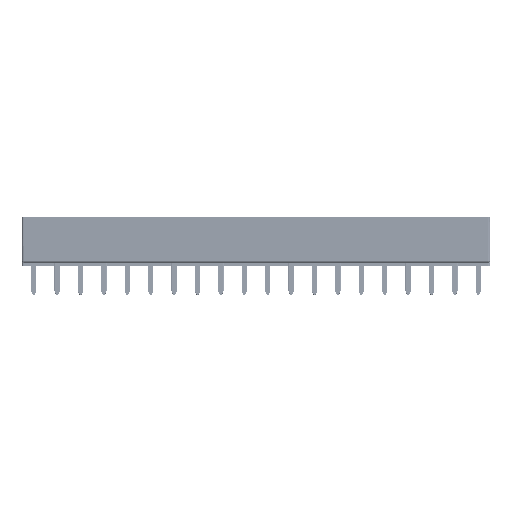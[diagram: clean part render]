
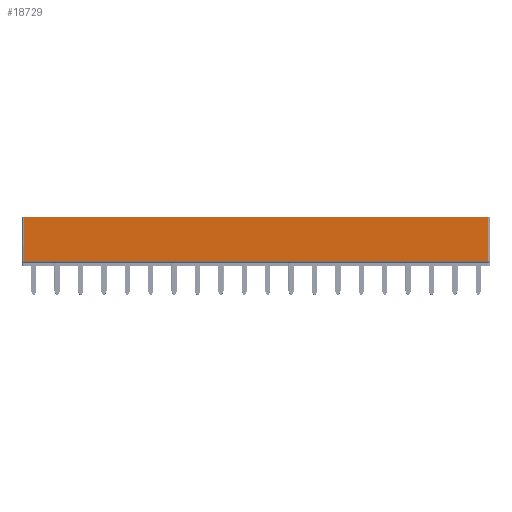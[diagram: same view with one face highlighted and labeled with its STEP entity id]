
A CAD part, front view. The second image highlights one B-rep face of the part: STEP entity #18729.
In plain terms, the highlighted planar face has unit normal (0, -0.999, -0.035).
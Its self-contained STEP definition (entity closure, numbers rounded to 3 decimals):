
#917=PLANE('',#19801);
#1824=FACE_OUTER_BOUND('',#2806,.T.);
#2806=EDGE_LOOP('',(#15786,#15787,#15788,#15789));
#3241=LINE('',#25159,#5528);
#3270=LINE('',#25353,#5557);
#3272=LINE('',#25356,#5559);
#3277=LINE('',#25366,#5564);
#5528=VECTOR('',#20437,10.);
#5557=VECTOR('',#20606,10.);
#5559=VECTOR('',#20610,10.);
#5564=VECTOR('',#20621,10.);
#8086=VERTEX_POINT('',#25156);
#8087=VERTEX_POINT('',#25158);
#8140=VERTEX_POINT('',#25334);
#8146=VERTEX_POINT('',#25349);
#9869=EDGE_CURVE('',#8086,#8087,#3241,.T.);
#9946=EDGE_CURVE('',#8087,#8146,#3270,.T.);
#9948=EDGE_CURVE('',#8146,#8140,#3272,.T.);
#9954=EDGE_CURVE('',#8140,#8086,#3277,.T.);
#15786=ORIENTED_EDGE('',*,*,#9946,.F.);
#15787=ORIENTED_EDGE('',*,*,#9869,.F.);
#15788=ORIENTED_EDGE('',*,*,#9954,.F.);
#15789=ORIENTED_EDGE('',*,*,#9948,.F.);
#18729=ADVANCED_FACE('',(#1824),#917,.T.);
#19801=AXIS2_PLACEMENT_3D('',#28735,#23328,#23329);
#20437=DIRECTION('',(1.,0.,0.));
#20606=DIRECTION('',(0.,0.035,-0.999));
#20610=DIRECTION('',(-1.,0.,0.));
#20621=DIRECTION('',(0.,-0.035,0.999));
#23328=DIRECTION('center_axis',(0.,-0.999,
-0.035));
#23329=DIRECTION('ref_axis',(0.,0.035,-0.999));
#25156=CARTESIAN_POINT('',(2.2,2.,4.95));
#25158=CARTESIAN_POINT('',(52.6,2.,4.95));
#25159=CARTESIAN_POINT('',(52.8,2.,4.95));
#25334=CARTESIAN_POINT('',(2.2,2.166,0.193));
#25349=CARTESIAN_POINT('',(52.6,2.166,0.193));
#25353=CARTESIAN_POINT('',(52.6,2.13,1.241));
#25356=CARTESIAN_POINT('',(21.05,2.166,0.193));
#25366=CARTESIAN_POINT('',(2.2,2.14,0.93));
#28735=CARTESIAN_POINT('Origin',(14.7,2.086,2.475));
